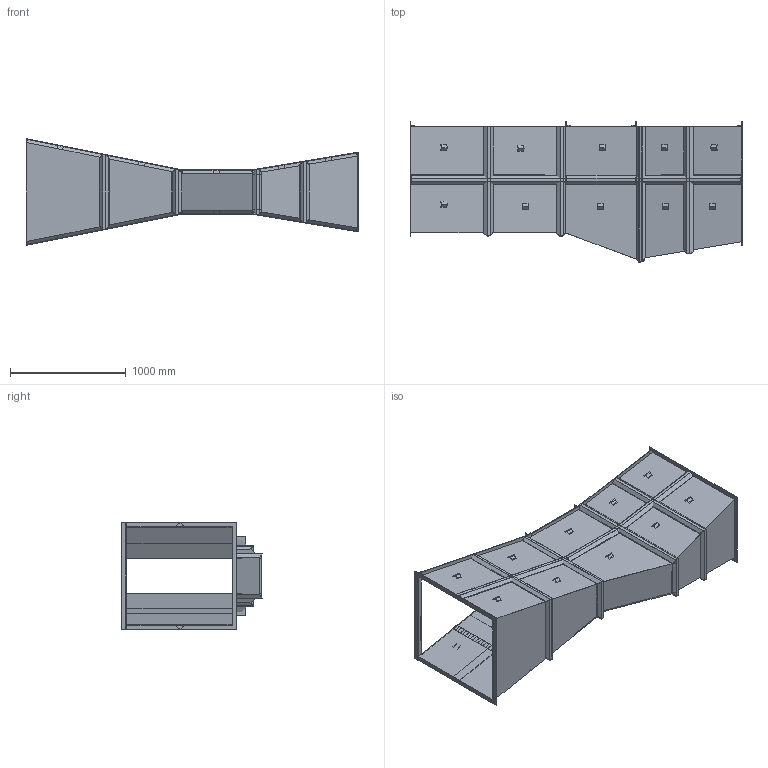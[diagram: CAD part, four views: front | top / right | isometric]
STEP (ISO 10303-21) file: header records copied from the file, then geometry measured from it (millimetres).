
FILE_DESCRIPTION (( 'STEP AP214' ), '1' );
FILE_NAME ('12in Parshall flume Assem1 no options.STEP', '2020-08-12T15:42:27', ( '' ), ( '' ), 'SwSTEP 2.0', 'SolidWorks 2020', '' );
FILE_SCHEMA (( 'AUTOMOTIVE_DESIGN' ));
Length unit declared in the file: inch
Products named in the file (5): 12 MirrorAngle bracket; Parshal Flume_12inch; 12 Angle bracket; 12in Parshall flume Assem1 no options; Parshall Staff Gauge 24in long parshall staff gauge_English Staff Gauge - 36"
Assembly tree (22 placements, depth 2):
  12in Parshall flume Assem1 no options
    12 Angle bracket  x19
    12 MirrorAngle bracket
    Parshal Flume_12inch
    Parshall Staff Gauge 24in long parshall staff gauge_English Staff Gauge - 36"
Bounding box: 2867.03 x 1213.51 x 922.27 mm (x, y, z)
Volume: 53934907.1 mm3; surface area: 21608494.9 mm2
Topology: 45 solids, 45 shells, 546 faces, 1362 edges, 906 vertices
Faces by surface type: plane 538, cylinder 8
Entity records: 13914 total; most frequent: CARTESIAN_POINT 2179, ORIENTED_EDGE 2076, DIRECTION 1892, EDGE_CURVE 1038, VECTOR 1022, LINE 1022, VERTEX_POINT 690, EDGE_LOOP 440
